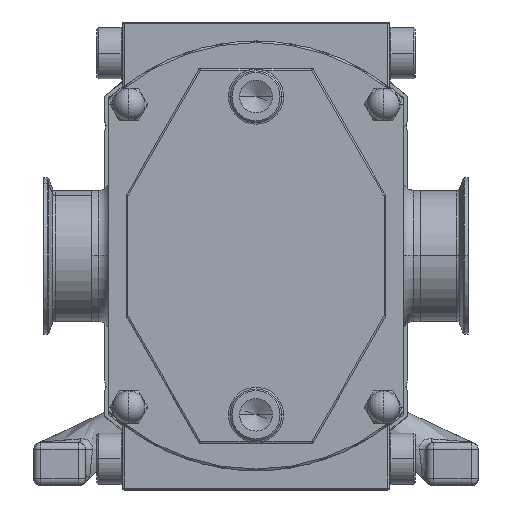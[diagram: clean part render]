
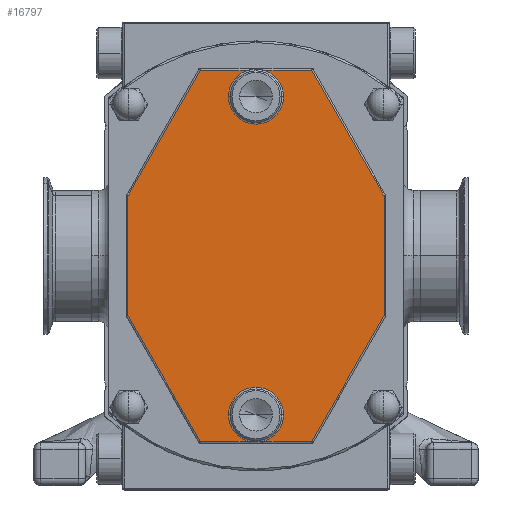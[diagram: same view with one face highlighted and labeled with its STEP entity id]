
A CAD part, top view. The second image highlights one B-rep face of the part: STEP entity #16797.
In plain terms, the highlighted planar face has unit normal (0, 0, 1).
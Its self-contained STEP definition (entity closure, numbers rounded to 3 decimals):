
#575 = ORIENTED_EDGE ( 'NONE', *, *, #2006, .T. ) ;
#630 = VECTOR ( 'NONE', #28800, 1000. ) ;
#971 = LINE ( 'NONE', #10590, #3802 ) ;
#1252 = VECTOR ( 'NONE', #31208, 1000. ) ;
#1344 = CIRCLE ( 'NONE', #3377, 16. ) ;
#1351 = CARTESIAN_POINT ( 'NONE',  ( -3.969, -108., 0. ) ) ;
#1934 = LINE ( 'NONE', #9666, #1252 ) ;
#2006 = EDGE_CURVE ( 'NONE', #13443, #30866, #6086, .T. ) ;
#2136 = CIRCLE ( 'NONE', #16263, 16. ) ;
#2325 = CIRCLE ( 'NONE', #22523, 16. ) ;
#2495 = DIRECTION ( 'NONE',  ( 0.498, 0.867, 0. ) ) ;
#2801 = VECTOR ( 'NONE', #2495, 1000. ) ;
#3216 = VECTOR ( 'NONE', #24599, 1000. ) ;
#3267 = ORIENTED_EDGE ( 'NONE', *, *, #5756, .T. ) ;
#3377 = AXIS2_PLACEMENT_3D ( 'NONE', #16571, #16254, #26240 ) ;
#3424 = CARTESIAN_POINT ( 'NONE',  ( 0., -92.5, 0. ) ) ;
#3559 = DIRECTION ( 'NONE',  ( -1., 0., 0. ) ) ;
#3789 = VERTEX_POINT ( 'NONE', #28373 ) ;
#3802 = VECTOR ( 'NONE', #20241, 1000. ) ;
#4258 = EDGE_CURVE ( 'NONE', #7542, #23180, #11847, .T. ) ;
#4436 = EDGE_CURVE ( 'NONE', #30866, #24413, #9950, .T. ) ;
#4871 = LINE ( 'NONE', #14510, #2801 ) ;
#5073 = CARTESIAN_POINT ( 'NONE',  ( -74.5, -34.733, 0. ) ) ;
#5298 = CARTESIAN_POINT ( 'NONE',  ( 32.421, -108., 0. ) ) ;
#5616 = CARTESIAN_POINT ( 'NONE',  ( 74.5, 34.733, 0. ) ) ;
#5756 = EDGE_CURVE ( 'NONE', #9445, #12012, #21118, .T. ) ;
#5783 = ORIENTED_EDGE ( 'NONE', *, *, #27976, .T. ) ;
#5876 = EDGE_CURVE ( 'NONE', #12432, #30645, #26988, .T. ) ;
#5942 = CARTESIAN_POINT ( 'NONE',  ( 32.421, 108., 0. ) ) ;
#6086 = CIRCLE ( 'NONE', #26805, 16. ) ;
#6177 = VECTOR ( 'NONE', #29270, 1000. ) ;
#6189 = ORIENTED_EDGE ( 'NONE', *, *, #28591, .T. ) ;
#7014 = ORIENTED_EDGE ( 'NONE', *, *, #25725, .T. ) ;
#7443 = CARTESIAN_POINT ( 'NONE',  ( -16., -92.5, 0. ) ) ;
#7542 = VERTEX_POINT ( 'NONE', #22811 ) ;
#7636 = DIRECTION ( 'NONE',  ( 0., 0., -1. ) ) ;
#8034 = CARTESIAN_POINT ( 'NONE',  ( 32.421, 108., 0. ) ) ;
#8310 = PLANE ( 'NONE',  #30551 ) ;
#8359 = LINE ( 'NONE', #18000, #15459 ) ;
#8461 = CARTESIAN_POINT ( 'NONE',  ( 0., -92.5, 0. ) ) ;
#8765 = VECTOR ( 'NONE', #9113, 1000. ) ;
#9113 = DIRECTION ( 'NONE',  ( -0.498, 0.867, 0. ) ) ;
#9346 = CARTESIAN_POINT ( 'NONE',  ( 0., 92.5, 0. ) ) ;
#9352 = DIRECTION ( 'NONE',  ( -1., 0., 0. ) ) ;
#9445 = VERTEX_POINT ( 'NONE', #5616 ) ;
#9556 = CARTESIAN_POINT ( 'NONE',  ( 32.421, -108., 0. ) ) ;
#9649 = CARTESIAN_POINT ( 'NONE',  ( -32.421, -108., 0. ) ) ;
#9666 = CARTESIAN_POINT ( 'NONE',  ( -74.5, 34.733, 0. ) ) ;
#9766 = EDGE_CURVE ( 'NONE', #23776, #9445, #971, .T. ) ;
#9853 = CARTESIAN_POINT ( 'NONE',  ( 32.421, -108., 0. ) ) ;
#9950 = LINE ( 'NONE', #15148, #6177 ) ;
#10284 = ORIENTED_EDGE ( 'NONE', *, *, #22817, .T. ) ;
#10510 = CARTESIAN_POINT ( 'NONE',  ( -32.421, -108., 0. ) ) ;
#10546 = ORIENTED_EDGE ( 'NONE', *, *, #27917, .T. ) ;
#10590 = CARTESIAN_POINT ( 'NONE',  ( 74.5, 34.733, 0. ) ) ;
#10611 = EDGE_CURVE ( 'NONE', #13420, #14378, #18471, .T. ) ;
#10612 = ORIENTED_EDGE ( 'NONE', *, *, #29685, .T. ) ;
#11116 = VERTEX_POINT ( 'NONE', #29718 ) ;
#11341 = CIRCLE ( 'NONE', #20448, 16. ) ;
#11820 = EDGE_CURVE ( 'NONE', #3789, #11116, #1344, .T. ) ;
#11847 = LINE ( 'NONE', #31180, #630 ) ;
#12012 = VERTEX_POINT ( 'NONE', #8034 ) ;
#12288 = ORIENTED_EDGE ( 'NONE', *, *, #16417, .T. ) ;
#12432 = VERTEX_POINT ( 'NONE', #10510 ) ;
#12665 = ORIENTED_EDGE ( 'NONE', *, *, #5876, .T. ) ;
#12703 = EDGE_CURVE ( 'NONE', #14378, #18530, #16642, .T. ) ;
#13064 = DIRECTION ( 'NONE',  ( 0., 0., -1. ) ) ;
#13420 = VERTEX_POINT ( 'NONE', #28561 ) ;
#13443 = VERTEX_POINT ( 'NONE', #20934 ) ;
#13697 = EDGE_LOOP ( 'NONE', ( #10612, #7014, #24855, #26763, #6189, #18896, #3267, #10284, #20858, #10546, #575, #22996, #12288, #21353, #5783, #12665 ) ) ;
#13703 = CARTESIAN_POINT ( 'NONE',  ( 74.5, -34.733, 0. ) ) ;
#14378 = VERTEX_POINT ( 'NONE', #20595 ) ;
#14510 = CARTESIAN_POINT ( 'NONE',  ( 74.5, -34.733, 0. ) ) ;
#15148 = CARTESIAN_POINT ( 'NONE',  ( -32.421, 108., 0. ) ) ;
#15206 = CARTESIAN_POINT ( 'NONE',  ( 0., 92.5, 0. ) ) ;
#15459 = VECTOR ( 'NONE', #27688, 1000. ) ;
#15882 = DIRECTION ( 'NONE',  ( -1., 0., 0. ) ) ;
#15991 = DIRECTION ( 'NONE',  ( 0., 0., -1. ) ) ;
#16254 = DIRECTION ( 'NONE',  ( 0., 0., -1. ) ) ;
#16263 = AXIS2_PLACEMENT_3D ( 'NONE', #3424, #13064, #30315 ) ;
#16417 = EDGE_CURVE ( 'NONE', #24413, #7542, #1934, .T. ) ;
#16571 = CARTESIAN_POINT ( 'NONE',  ( 0., 92.5, 0. ) ) ;
#16642 = LINE ( 'NONE', #9853, #31192 ) ;
#16797 = ADVANCED_FACE ( 'NONE', ( #29994 ), #8310, .F. ) ;
#17555 = CARTESIAN_POINT ( 'NONE',  ( -3.969, 108., 0. ) ) ;
#18000 = CARTESIAN_POINT ( 'NONE',  ( -32.421, 108., 0. ) ) ;
#18099 = DIRECTION ( 'NONE',  ( 0., 0., -1. ) ) ;
#18471 = CIRCLE ( 'NONE', #18974, 16. ) ;
#18530 = VERTEX_POINT ( 'NONE', #9556 ) ;
#18896 = ORIENTED_EDGE ( 'NONE', *, *, #9766, .T. ) ;
#18974 = AXIS2_PLACEMENT_3D ( 'NONE', #8461, #18099, #15882 ) ;
#19757 = LINE ( 'NONE', #9649, #21952 ) ;
#20241 = DIRECTION ( 'NONE',  ( 0., 1., 0. ) ) ;
#20448 = AXIS2_PLACEMENT_3D ( 'NONE', #9346, #15991, #23733 ) ;
#20595 = CARTESIAN_POINT ( 'NONE',  ( 3.969, -108., 0. ) ) ;
#20858 = ORIENTED_EDGE ( 'NONE', *, *, #11820, .T. ) ;
#20934 = CARTESIAN_POINT ( 'NONE',  ( -16., 92.5, 0. ) ) ;
#21118 = LINE ( 'NONE', #30798, #8765 ) ;
#21342 = CARTESIAN_POINT ( 'NONE',  ( 0., -92.5, 0. ) ) ;
#21353 = ORIENTED_EDGE ( 'NONE', *, *, #4258, .T. ) ;
#21544 = DIRECTION ( 'NONE',  ( 1., 0., 0. ) ) ;
#21812 = DIRECTION ( 'NONE',  ( 0., 0., -1. ) ) ;
#21952 = VECTOR ( 'NONE', #29434, 1000. ) ;
#22523 = AXIS2_PLACEMENT_3D ( 'NONE', #21342, #21812, #9352 ) ;
#22811 = CARTESIAN_POINT ( 'NONE',  ( -74.5, 34.733, 0. ) ) ;
#22817 = EDGE_CURVE ( 'NONE', #12012, #3789, #8359, .T. ) ;
#22996 = ORIENTED_EDGE ( 'NONE', *, *, #4436, .T. ) ;
#23180 = VERTEX_POINT ( 'NONE', #5073 ) ;
#23733 = DIRECTION ( 'NONE',  ( -1., 0., 0. ) ) ;
#23776 = VERTEX_POINT ( 'NONE', #13703 ) ;
#24413 = VERTEX_POINT ( 'NONE', #28265 ) ;
#24599 = DIRECTION ( 'NONE',  ( 1., 0., 0. ) ) ;
#24855 = ORIENTED_EDGE ( 'NONE', *, *, #10611, .T. ) ;
#25230 = DIRECTION ( 'NONE',  ( 0., 0., -1. ) ) ;
#25725 = EDGE_CURVE ( 'NONE', #26021, #13420, #2136, .T. ) ;
#26021 = VERTEX_POINT ( 'NONE', #7443 ) ;
#26240 = DIRECTION ( 'NONE',  ( -1., 0., 0. ) ) ;
#26763 = ORIENTED_EDGE ( 'NONE', *, *, #12703, .T. ) ;
#26805 = AXIS2_PLACEMENT_3D ( 'NONE', #15206, #7636, #27119 ) ;
#26988 = LINE ( 'NONE', #5298, #3216 ) ;
#27119 = DIRECTION ( 'NONE',  ( -1., 0., 0. ) ) ;
#27688 = DIRECTION ( 'NONE',  ( -1., 0., 0. ) ) ;
#27917 = EDGE_CURVE ( 'NONE', #11116, #13443, #11341, .T. ) ;
#27976 = EDGE_CURVE ( 'NONE', #23180, #12432, #19757, .T. ) ;
#28265 = CARTESIAN_POINT ( 'NONE',  ( -32.421, 108., 0. ) ) ;
#28373 = CARTESIAN_POINT ( 'NONE',  ( 3.969, 108., 0. ) ) ;
#28561 = CARTESIAN_POINT ( 'NONE',  ( 16., -92.5, 0. ) ) ;
#28591 = EDGE_CURVE ( 'NONE', #18530, #23776, #4871, .T. ) ;
#28800 = DIRECTION ( 'NONE',  ( 0., -1., 0. ) ) ;
#29270 = DIRECTION ( 'NONE',  ( -1., 0., 0. ) ) ;
#29434 = DIRECTION ( 'NONE',  ( 0.498, -0.867, 0. ) ) ;
#29685 = EDGE_CURVE ( 'NONE', #30645, #26021, #2325, .T. ) ;
#29718 = CARTESIAN_POINT ( 'NONE',  ( 16., 92.5, 0. ) ) ;
#29994 = FACE_OUTER_BOUND ( 'NONE', #13697, .T. ) ;
#30315 = DIRECTION ( 'NONE',  ( -1., 0., 0. ) ) ;
#30551 = AXIS2_PLACEMENT_3D ( 'NONE', #5942, #25230, #3559 ) ;
#30645 = VERTEX_POINT ( 'NONE', #1351 ) ;
#30798 = CARTESIAN_POINT ( 'NONE',  ( 32.421, 108., 0. ) ) ;
#30866 = VERTEX_POINT ( 'NONE', #17555 ) ;
#31180 = CARTESIAN_POINT ( 'NONE',  ( -74.5, -34.733, 0. ) ) ;
#31192 = VECTOR ( 'NONE', #21544, 1000. ) ;
#31208 = DIRECTION ( 'NONE',  ( -0.498, -0.867, 0. ) ) ;
